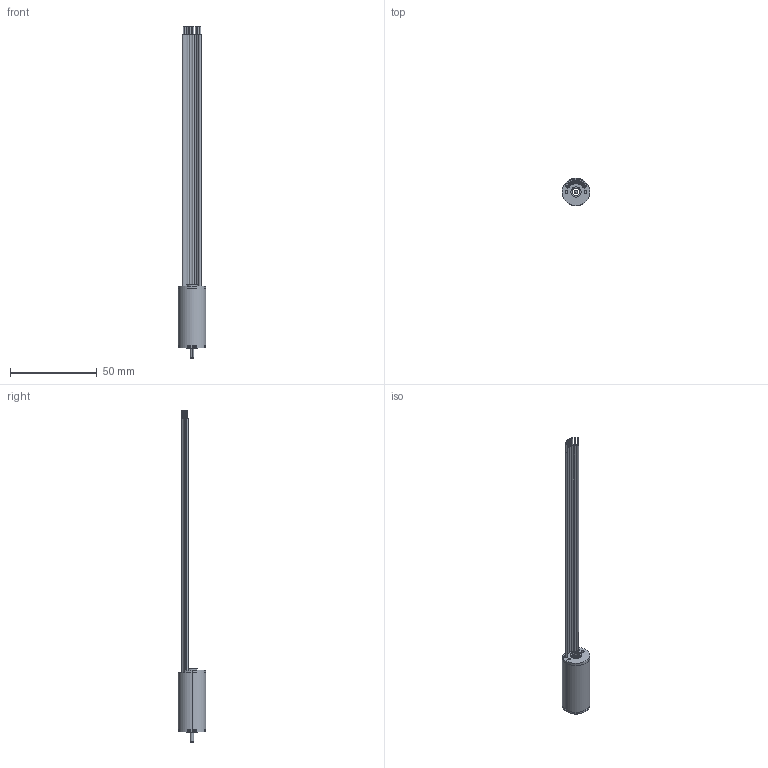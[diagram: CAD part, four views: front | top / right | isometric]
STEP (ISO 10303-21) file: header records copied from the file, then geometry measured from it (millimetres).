
FILE_DESCRIPTION (( 'STEP AP214' ), '1' );
FILE_NAME ('EC16.STEP', '2018-06-08T08:29:08', ( '' ), ( '' ), 'SwSTEP 2.0', 'SolidWorks 2012', '' );
FILE_SCHEMA (( 'AUTOMOTIVE_DESIGN' ));
Length unit declared in the file: millimetre
Products named in the file (1): EC16
Bounding box: 16 x 16 x 191.4 mm (x, y, z)
Surface area: 10783.4 mm2 (no closed solid volume)
Topology: 0 solids, 20 shells, 124 faces, 332 edges, 232 vertices
Faces by surface type: cylinder 76, plane 29, cone 11, torus 8
Entity records: 5365 total; most frequent: DIRECTION 770, CARTESIAN_POINT 764, ORIENTED_EDGE 544, EDGE_CURVE 332, AXIS2_PLACEMENT_3D 323, VERTEX_POINT 232, CIRCLE 198, EDGE_LOOP 143
